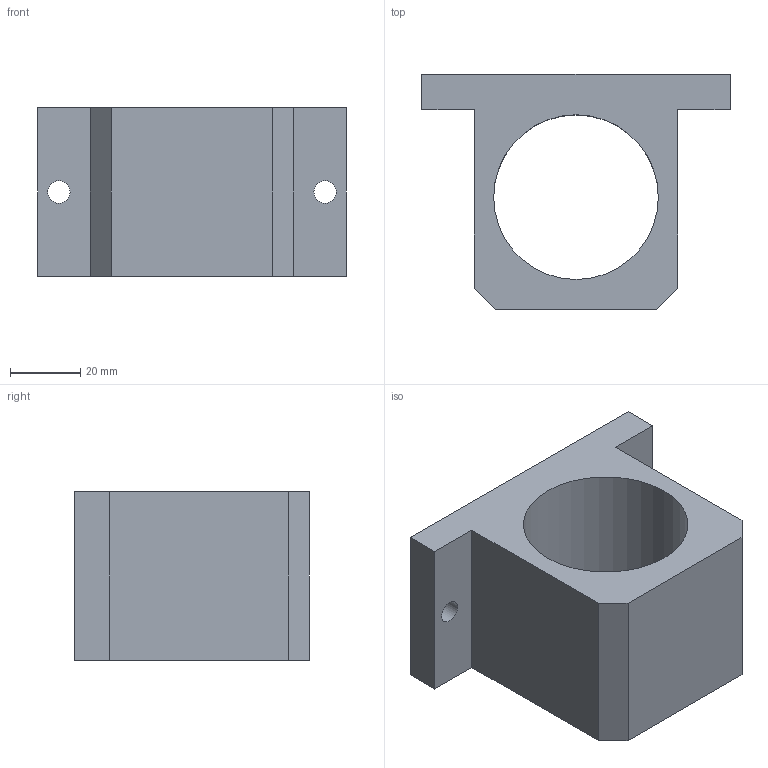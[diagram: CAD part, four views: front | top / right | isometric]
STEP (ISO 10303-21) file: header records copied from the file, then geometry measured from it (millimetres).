
FILE_DESCRIPTION( ( 'STEP AP214' ), '1' );
FILE_NAME( 'ALGS-30_2_14a.stp', ' ', ( ' ' ), ( ' ' ), 'PSStep 15.0.47', 'PARTsolutions', ' ' );
FILE_SCHEMA( ( 'AUTOMOTIVE_DESIGN { 1 0 10303 214 1 1 1 1 }' ) );
Length unit declared in the file: millimetre
Products named in the file (1): HI_ALGS-30
Bounding box: 88 x 67 x 48 mm (x, y, z)
Volume: 115279.3 mm3; surface area: 26733.6 mm2
Topology: 1 solids, 1 shells, 15 faces, 39 edges, 26 vertices
Faces by surface type: plane 12, cylinder 3
Full cylindrical faces by diameter (mm): 6.4 x2, 47 x1
Entity records: 592 total; most frequent: CARTESIAN_POINT 78, DIRECTION 74, ORIENTED_EDGE 72, EDGE_CURVE 36, LINE 30, VECTOR 30, VERTEX_POINT 26, EDGE_LOOP 24
